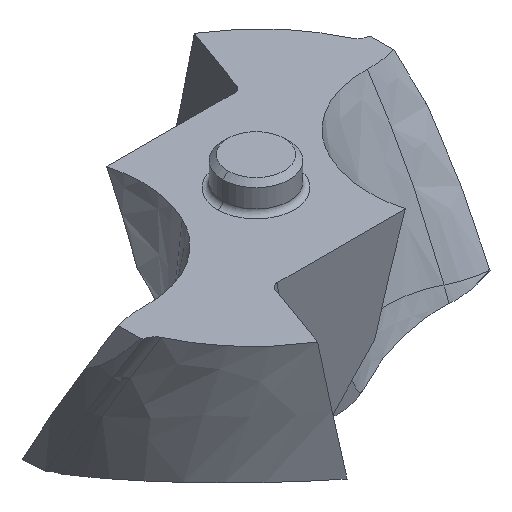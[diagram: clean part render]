
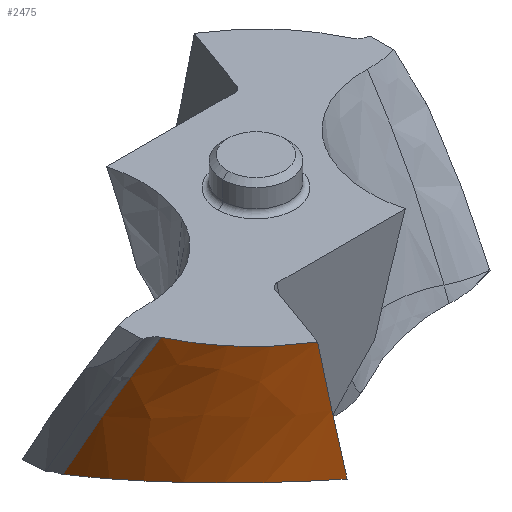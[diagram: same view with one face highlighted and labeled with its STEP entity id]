
A CAD part, isometric view. The second image highlights one B-rep face of the part: STEP entity #2475.
In plain terms, the highlighted free-form (B-spline) face has degree [3, 3] with [7, 5] control points.
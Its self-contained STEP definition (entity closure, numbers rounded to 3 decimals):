
#158=CARTESIAN_POINT('',(-3.056,-4.888,
0.));
#159=CARTESIAN_POINT('',(-3.441,-4.655,
0.));
#160=CARTESIAN_POINT('',(-4.324,-3.967,
0.));
#161=CARTESIAN_POINT('',(-4.977,-3.044,
0.));
#162=CARTESIAN_POINT('',(-5.259,-2.445,
0.));
#755=CARTESIAN_POINT('',(-5.8,-0.063,
-4.439));
#762=CARTESIAN_POINT('',(-2.475,-5.182,
-3.667));
#763=CARTESIAN_POINT('',(-2.644,-5.103,
-3.635));
#764=CARTESIAN_POINT('',(-2.971,-4.931,
-3.583));
#765=CARTESIAN_POINT('',(-3.425,-4.637,
-3.532));
#766=CARTESIAN_POINT('',(-3.849,-4.303,
-3.507));
#767=CARTESIAN_POINT('',(-4.238,-3.933,
-3.509));
#768=CARTESIAN_POINT('',(-4.583,-3.537,
-3.537));
#769=CARTESIAN_POINT('',(-4.893,-3.106,
-3.59));
#770=CARTESIAN_POINT('',(-5.167,-2.641,
-3.671));
#771=CARTESIAN_POINT('',(-5.403,-2.126,
-3.785));
#772=CARTESIAN_POINT('',(-5.559,-1.679,
-3.901));
#773=CARTESIAN_POINT('',(-5.691,-1.171,
-4.05));
#774=CARTESIAN_POINT('',(-5.775,-0.638,
-4.225));
#775=CARTESIAN_POINT('',(-5.799,-0.259,
-4.364));
#776=CARTESIAN_POINT('',(-5.8,-0.063,
-4.439));
#778=CARTESIAN_POINT('',(-5.8,-0.063,
-4.439));
#779=CARTESIAN_POINT('',(-5.801,-0.526,
-3.572));
#780=CARTESIAN_POINT('',(-5.696,-1.334,
-2.093));
#781=CARTESIAN_POINT('',(-5.408,-2.125,
-0.613));
#782=CARTESIAN_POINT('',(-5.259,-2.445,
0.));
#784=CARTESIAN_POINT('',(-3.056,-4.888,
0.));
#785=CARTESIAN_POINT('',(-3.023,-4.899,
-0.196));
#786=CARTESIAN_POINT('',(-2.96,-4.922,
-0.576));
#787=CARTESIAN_POINT('',(-2.872,-4.955,
-1.112));
#788=CARTESIAN_POINT('',(-2.79,-4.989,
-1.615));
#789=CARTESIAN_POINT('',(-2.715,-5.024,
-2.081));
#790=CARTESIAN_POINT('',(-2.623,-5.075,
-2.672));
#791=CARTESIAN_POINT('',(-2.545,-5.126,
-3.185));
#792=CARTESIAN_POINT('',(-2.497,-5.163,
-3.511));
#793=CARTESIAN_POINT('',(-2.475,-5.182,
-3.667));
#944=CARTESIAN_POINT('',(-3.056,-4.888,
0.));
#945=VERTEX_POINT('',#944);
#946=VERTEX_POINT('',#162);
#979=VERTEX_POINT('',#755);
#980=VERTEX_POINT('',#762);
#2432=CARTESIAN_POINT('',(-2.703,-5.125,-4.483));
#2433=CARTESIAN_POINT('',(-2.358,-5.236,
-3.602));
#2434=CARTESIAN_POINT('',(-1.658,-5.445,
-2.094));
#2435=CARTESIAN_POINT('',(-0.767,-5.636,
-0.585));
#2436=CARTESIAN_POINT('',(-0.365,-5.707,
0.042));
#2437=CARTESIAN_POINT('',(-2.76,-5.096,-4.483));
#2438=CARTESIAN_POINT('',(-2.416,-5.212,
-3.602));
#2439=CARTESIAN_POINT('',(-1.717,-5.429,
-2.094));
#2440=CARTESIAN_POINT('',(-0.829,-5.63,
-0.585));
#2441=CARTESIAN_POINT('',(-0.428,-5.705,
0.042));
#2442=CARTESIAN_POINT('',(-3.407,-4.742,-4.483));
#2443=CARTESIAN_POINT('',(-3.078,-4.918,
-3.602));
#2444=CARTESIAN_POINT('',(-2.405,-5.239,
-2.094));
#2445=CARTESIAN_POINT('',(-1.542,-5.542,
-0.585));
#2446=CARTESIAN_POINT('',(-1.152,-5.66,
0.042));
#2447=CARTESIAN_POINT('',(-4.511,-3.829,-4.483));
#2448=CARTESIAN_POINT('',(-4.233,-4.114,
-3.602));
#2449=CARTESIAN_POINT('',(-3.647,-4.621,
-2.094));
#2450=CARTESIAN_POINT('',(-2.872,-5.111,
-0.585));
#2451=CARTESIAN_POINT('',(-2.517,-5.306,
0.042));
#2452=CARTESIAN_POINT('',(-5.56,-2.041,-4.483));
#2453=CARTESIAN_POINT('',(-5.405,-2.449,
-3.602));
#2454=CARTESIAN_POINT('',(-5.03,-3.167,
-2.094));
#2455=CARTESIAN_POINT('',(-4.465,-3.868,
-0.585));
#2456=CARTESIAN_POINT('',(-4.199,-4.151,
0.042));
#2457=CARTESIAN_POINT('',(-5.803,-0.672,-4.483));
#2458=CARTESIAN_POINT('',(-5.754,-1.13,
-3.602));
#2459=CARTESIAN_POINT('',(-5.561,-1.931,
-2.094));
#2460=CARTESIAN_POINT('',(-5.178,-2.715,
-0.585));
#2461=CARTESIAN_POINT('',(-4.987,-3.032,
0.042));
#2462=CARTESIAN_POINT('',(-5.8,0.022,-4.483));
#2463=CARTESIAN_POINT('',(-5.808,-0.45,
-3.602));
#2464=CARTESIAN_POINT('',(-5.712,-1.276,
-2.094));
#2465=CARTESIAN_POINT('',(-5.425,-2.085,
-0.585));
#2466=CARTESIAN_POINT('',(-5.274,-2.413,
0.042));
#2467=B_SPLINE_SURFACE_WITH_KNOTS('',3,3,((#2432,#2433,#2434,#2435,#2436),
(#2437,#2438,#2439,#2440,#2441),(#2442,#2443,#2444,#2445,#2446),(#2447,#2448,
#2449,#2450,#2451),(#2452,#2453,#2454,#2455,#2456),(#2457,#2458,#2459,#2460,
#2461),(#2462,#2463,#2464,#2465,#2466)),.UNSPECIFIED.,.F.,.F.,.F.,(4,1,1,1,4),
(4,1,4),(0.226,0.25,0.5,0.75,1.008),(
0.088,3.141,5.314),.UNSPECIFIED.);
#2468=ORIENTED_EDGE('',*,*,#1665,.T.);
#2469=ORIENTED_EDGE('',*,*,#2419,.T.);
#2470=ORIENTED_EDGE('',*,*,#1269,.F.);
#2472=ORIENTED_EDGE('',*,*,#2471,.T.);
#2473=EDGE_LOOP('',(#2468,#2469,#2470,#2472));
#2474=FACE_OUTER_BOUND('',#2473,.F.);
#163=B_SPLINE_CURVE_WITH_KNOTS('',3,(#158,#159,#160,#161,#162),.UNSPECIFIED.,
.F.,.F.,(4,1,4),(0.,0.404,1.),.UNSPECIFIED.);
#777=B_SPLINE_CURVE_WITH_KNOTS('',3,(#762,#763,#764,#765,#766,#767,#768,#769,
#770,#771,#772,#773,#774,#775,#776),.UNSPECIFIED.,.F.,.F.,(4,1,1,1,1,1,1,1,1,1,
1,1,4),(0.,0.083,0.167,0.25,0.333,
0.417,0.5,0.583,0.667,0.75,
0.833,0.917,1.),.UNSPECIFIED.);
#783=B_SPLINE_CURVE_WITH_KNOTS('',3,(#778,#779,#780,#781,#782),.UNSPECIFIED.,
.F.,.F.,(4,1,4),(0.,0.586,1.),.UNSPECIFIED.);
#794=B_SPLINE_CURVE_WITH_KNOTS('',3,(#784,#785,#786,#787,#788,#789,#790,#791,
#792,#793),.UNSPECIFIED.,.F.,.F.,(4,1,1,1,1,1,1,4),(0.,0.143,
0.286,0.429,0.571,0.714,
0.857,1.),.UNSPECIFIED.);
#1269=EDGE_CURVE('',#945,#946,#163,.T.);
#1665=EDGE_CURVE('',#980,#979,#777,.T.);
#2419=EDGE_CURVE('',#979,#946,#783,.T.);
#2471=EDGE_CURVE('',#945,#980,#794,.T.);
#2475=ADVANCED_FACE('',(#2474),#2467,.F.);
